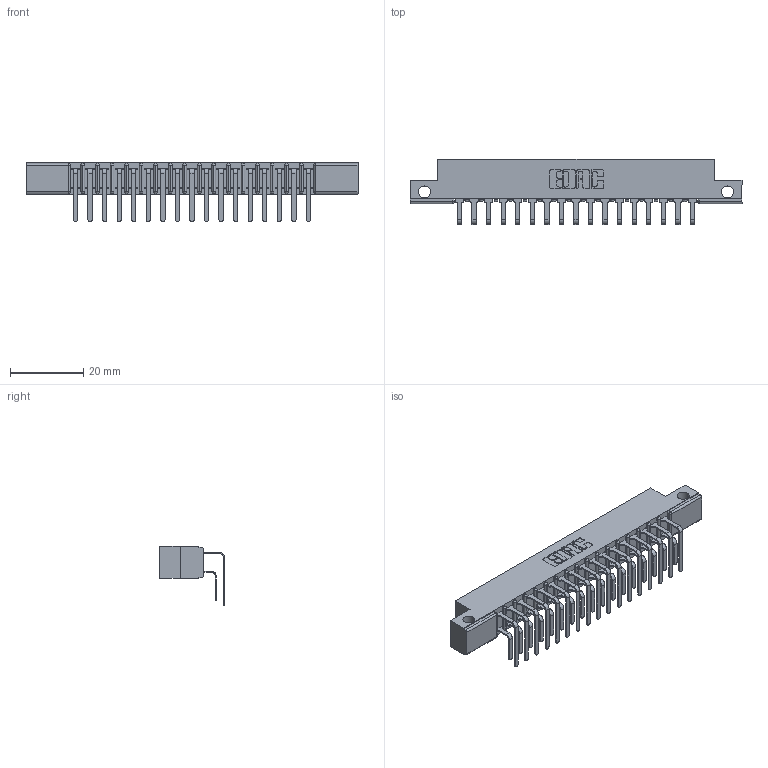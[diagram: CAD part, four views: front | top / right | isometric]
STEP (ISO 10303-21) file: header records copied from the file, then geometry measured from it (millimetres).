
FILE_DESCRIPTION (( 'STEP AP203' ), '1' );
FILE_NAME ('307-034-459-212.STEP', '2020-09-29T16:34:28', ( '' ), ( '' ), 'SwSTEP 2.0', 'SolidWorks 2020', '' );
FILE_SCHEMA (( 'CONFIG_CONTROL_DESIGN' ));
Length unit declared in the file: inch
Products named in the file (4): 307-034-459-212; 307 Part_.128 Dia Side Mounting Holes; 307-290-001_558 559 - 1 (Single); 307-290-001_559 - 2 (Single)
Assembly tree (35 placements, depth 2):
  307-034-459-212
    307 Part_.128 Dia Side Mounting Holes
    307-290-001_558 559 - 1 (Single)  x17
    307-290-001_559 - 2 (Single)  x17
Bounding box: 90.37 x 17.69 x 16.08 mm (x, y, z)
Volume: 5986.8 mm3; surface area: 11023.6 mm2
Topology: 35 solids, 35 shells, 1836 faces, 5151 edges, 3338 vertices
Faces by surface type: plane 1192, cylinder 608, sphere 36
Entity records: 19649 total; most frequent: CARTESIAN_POINT 3223, ORIENTED_EDGE 3190, DIRECTION 3167, EDGE_CURVE 1595, VECTOR 1211, LINE 1211, VERTEX_POINT 1034, AXIS2_PLACEMENT_3D 978
